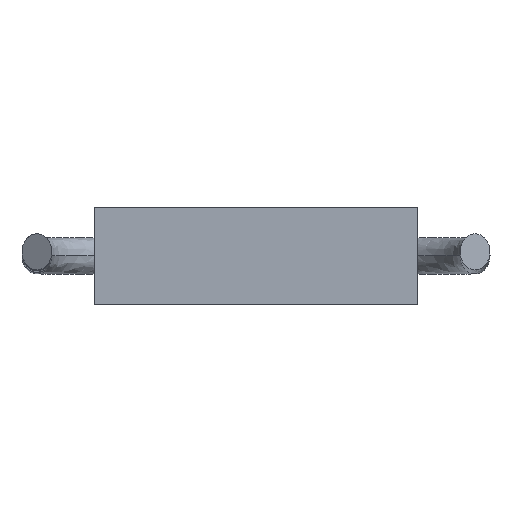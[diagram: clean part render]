
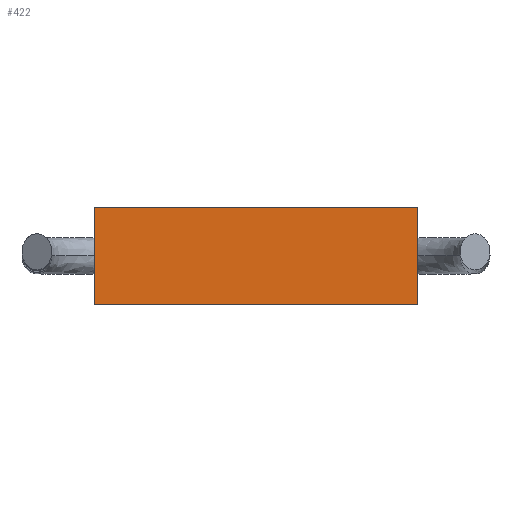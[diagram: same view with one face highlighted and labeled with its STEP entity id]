
A CAD part, top view. The second image highlights one B-rep face of the part: STEP entity #422.
In plain terms, the highlighted planar face has unit normal (0, 0, 1).
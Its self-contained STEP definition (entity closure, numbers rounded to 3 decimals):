
#12 = DIRECTION ( 'NONE',  ( 0., -1., 0. ) ) ;
#55 = VECTOR ( 'NONE', #12, 1000. ) ;
#72 = CARTESIAN_POINT ( 'NONE',  ( -5., 3., 5. ) ) ;
#76 = DIRECTION ( 'NONE',  ( 0., -1., 0. ) ) ;
#118 = VERTEX_POINT ( 'NONE', #736 ) ;
#123 = ORIENTED_EDGE ( 'NONE', *, *, #842, .F. ) ;
#127 = LINE ( 'NONE', #385, #341 ) ;
#180 = VERTEX_POINT ( 'NONE', #424 ) ;
#249 = ORIENTED_EDGE ( 'NONE', *, *, #397, .T. ) ;
#257 = EDGE_CURVE ( 'NONE', #462, #118, #894, .T. ) ;
#269 = AXIS2_PLACEMENT_3D ( 'NONE', #784, #549, #463 ) ;
#290 = VECTOR ( 'NONE', #769, 1000. ) ;
#304 = VERTEX_POINT ( 'NONE', #900 ) ;
#340 = DIRECTION ( 'NONE',  ( 1., 0., 0. ) ) ;
#341 = VECTOR ( 'NONE', #340, 1000. ) ;
#378 = ORIENTED_EDGE ( 'NONE', *, *, #257, .F. ) ;
#385 = CARTESIAN_POINT ( 'NONE',  ( -5., 0., 5. ) ) ;
#397 = EDGE_CURVE ( 'NONE', #462, #180, #664, .T. ) ;
#422 = ADVANCED_FACE ( 'NONE', ( #713 ), #846, .F. ) ;
#424 = CARTESIAN_POINT ( 'NONE',  ( -5., 0., 5. ) ) ;
#462 = VERTEX_POINT ( 'NONE', #823 ) ;
#463 = DIRECTION ( 'NONE',  ( -1., 0., 0. ) ) ;
#549 = DIRECTION ( 'NONE',  ( 0., 0., -1. ) ) ;
#664 = LINE ( 'NONE', #72, #780 ) ;
#667 = LINE ( 'NONE', #775, #55 ) ;
#675 = EDGE_LOOP ( 'NONE', ( #781, #123, #378, #249 ) ) ;
#713 = FACE_OUTER_BOUND ( 'NONE', #675, .T. ) ;
#736 = CARTESIAN_POINT ( 'NONE',  ( 5., 3., 5. ) ) ;
#763 = CARTESIAN_POINT ( 'NONE',  ( -5., 3., 5. ) ) ;
#769 = DIRECTION ( 'NONE',  ( 1., 0., 0. ) ) ;
#775 = CARTESIAN_POINT ( 'NONE',  ( 5., 3., 5. ) ) ;
#780 = VECTOR ( 'NONE', #76, 1000. ) ;
#781 = ORIENTED_EDGE ( 'NONE', *, *, #820, .T. ) ;
#784 = CARTESIAN_POINT ( 'NONE',  ( -5., 3., 5. ) ) ;
#820 = EDGE_CURVE ( 'NONE', #180, #304, #127, .T. ) ;
#823 = CARTESIAN_POINT ( 'NONE',  ( -5., 3., 5. ) ) ;
#842 = EDGE_CURVE ( 'NONE', #118, #304, #667, .T. ) ;
#846 = PLANE ( 'NONE',  #269 ) ;
#894 = LINE ( 'NONE', #763, #290 ) ;
#900 = CARTESIAN_POINT ( 'NONE',  ( 5., 0., 5. ) ) ;
